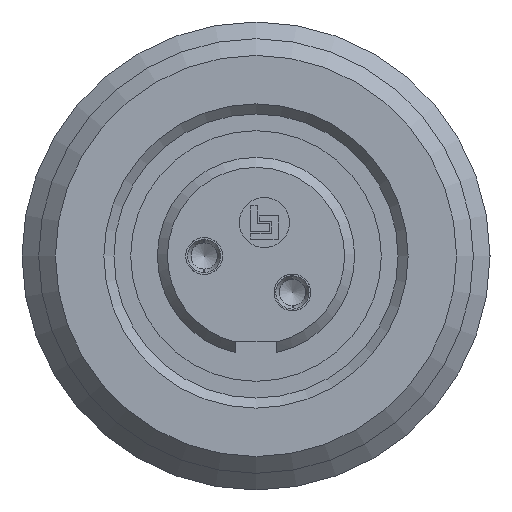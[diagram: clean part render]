
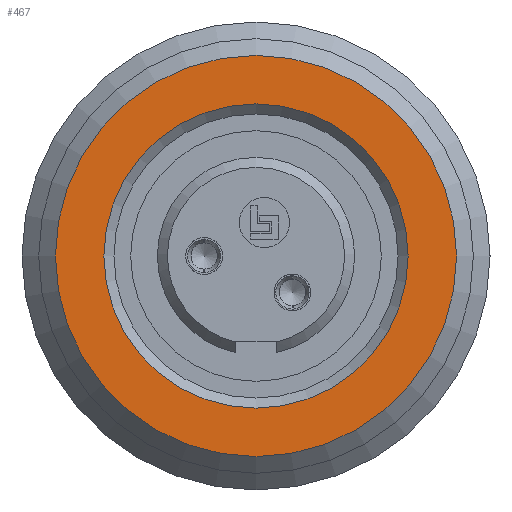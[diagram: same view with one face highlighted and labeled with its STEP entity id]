
A CAD part, left-side view. The second image highlights one B-rep face of the part: STEP entity #467.
In plain terms, the highlighted planar face has unit normal (-1, 0, 0).
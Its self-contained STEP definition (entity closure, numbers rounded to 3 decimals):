
#467=ADVANCED_FACE('',(#639,#640),#582,.T.);
#582=PLANE('',#1836);
#639=FACE_BOUND('',#720,.T.);
#640=FACE_BOUND('',#721,.T.);
#720=EDGE_LOOP('',(#877));
#721=EDGE_LOOP('',(#878));
#877=ORIENTED_EDGE('',*,*,#1510,.T.);
#878=ORIENTED_EDGE('',*,*,#1511,.T.);
#1345=VERTEX_POINT('',#2557);
#1346=VERTEX_POINT('',#2559);
#1510=EDGE_CURVE('',#1345,#1345,#1744,.T.);
#1511=EDGE_CURVE('',#1346,#1346,#1745,.T.);
#1744=CIRCLE('',#1834,4.55);
#1745=CIRCLE('',#1835,6.);
#1834=AXIS2_PLACEMENT_3D('',#2556,#2050,#2051);
#1835=AXIS2_PLACEMENT_3D('',#2558,#2052,#2053);
#1836=AXIS2_PLACEMENT_3D('',#2560,#2054,#2055);
#2050=DIRECTION('',(1.,0.,0.));
#2051=DIRECTION('',(0.,0.,1.));
#2052=DIRECTION('',(-1.,0.,0.));
#2053=DIRECTION('',(0.,0.,1.));
#2054=DIRECTION('',(-1.,0.,0.));
#2055=DIRECTION('',(0.,0.,1.));
#2556=CARTESIAN_POINT('',(-7.85,0.,0.));
#2557=CARTESIAN_POINT('',(-7.85,0.,4.55));
#2558=CARTESIAN_POINT('',(-7.85,0.,0.));
#2559=CARTESIAN_POINT('',(-7.85,0.,6.));
#2560=CARTESIAN_POINT('',(-7.85,0.,0.));
